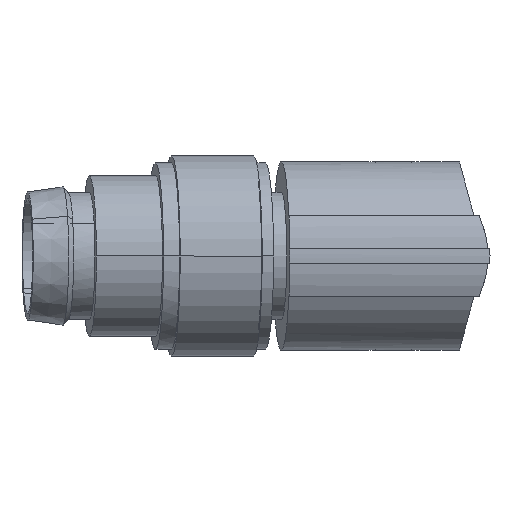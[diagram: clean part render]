
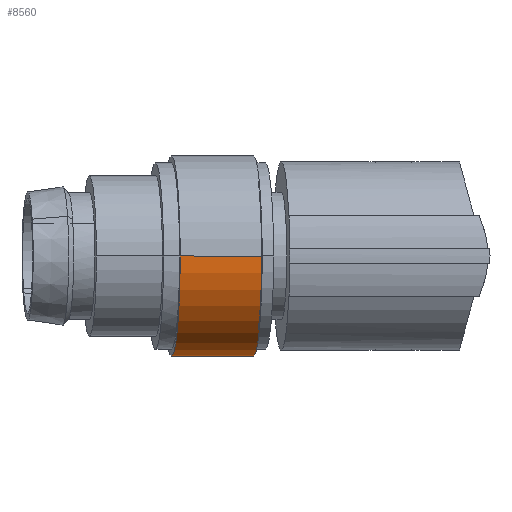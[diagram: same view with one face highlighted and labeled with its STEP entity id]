
A CAD part, left-side view. The second image highlights one B-rep face of the part: STEP entity #8560.
In plain terms, the highlighted cylindrical face has radius 5 mm (diameter 10 mm), a partial arc.
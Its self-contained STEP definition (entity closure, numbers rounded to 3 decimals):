
#8020=CARTESIAN_POINT('',(-23.28,6.983,
0.));
#8030=DIRECTION('',(0.087,-0.996,
0.));
#8040=DIRECTION('',(0.996,0.087,
0.));
#8050=AXIS2_PLACEMENT_3D('',#8020,#8030,#8040);
#8060=CIRCLE('',#8050,5.);
#8070=CARTESIAN_POINT('',(-18.299,7.419,
0.));
#8080=VERTEX_POINT('',#8070);
#8090=CARTESIAN_POINT('',(-28.261,6.548,
0.));
#8100=VERTEX_POINT('',#8090);
#8130=EDGE_CURVE('',#8100,#8080,#8060,.T.);
#8250=CARTESIAN_POINT('',(-23.28,6.983,
0.));
#8260=DIRECTION('',(0.087,-0.996,
0.));
#8270=DIRECTION('',(0.996,0.087,
0.));
#8280=AXIS2_PLACEMENT_3D('',#8250,#8260,#8270);
#8290=CYLINDRICAL_SURFACE('',#8280,5.);
#8300=CARTESIAN_POINT('',(-28.261,6.548,
0.));
#8310=DIRECTION('',(0.087,-0.996,
0.));
#8320=VECTOR('',#8310,1.);
#8330=LINE('',#8300,#8320);
#8340=CARTESIAN_POINT('',(-28.619,10.632,
0.));
#8350=VERTEX_POINT('',#8340);
#8360=EDGE_CURVE('',#8350,#8100,#8330,.T.);
#8370=ORIENTED_EDGE('',*,*,#8360,.F.);
#8380=ORIENTED_EDGE('',*,*,#8130,.F.);
#8390=CARTESIAN_POINT('',(-18.299,7.419,
0.));
#8400=DIRECTION('',(0.087,-0.996,
0.));
#8410=VECTOR('',#8400,1.);
#8420=LINE('',#8390,#8410);
#8430=CARTESIAN_POINT('',(-18.657,11.504,
0.));
#8440=VERTEX_POINT('',#8430);
#8450=EDGE_CURVE('',#8440,#8080,#8420,.T.);
#8460=ORIENTED_EDGE('',*,*,#8450,.T.);
#8470=CARTESIAN_POINT('',(-23.638,11.068,
0.));
#8480=DIRECTION('',(0.087,-0.996,
0.));
#8490=DIRECTION('',(0.996,0.087,
0.));
#8500=AXIS2_PLACEMENT_3D('',#8470,#8480,#8490);
#8510=CIRCLE('',#8500,5.);
#8520=EDGE_CURVE('',#8350,#8440,#8510,.T.);
#8530=ORIENTED_EDGE('',*,*,#8520,.T.);
#8540=EDGE_LOOP('',(#8530,#8460,#8380,#8370));
#8550=FACE_OUTER_BOUND('',#8540,.T.);
#8560=ADVANCED_FACE('',(#8550),#8290,.T.);
